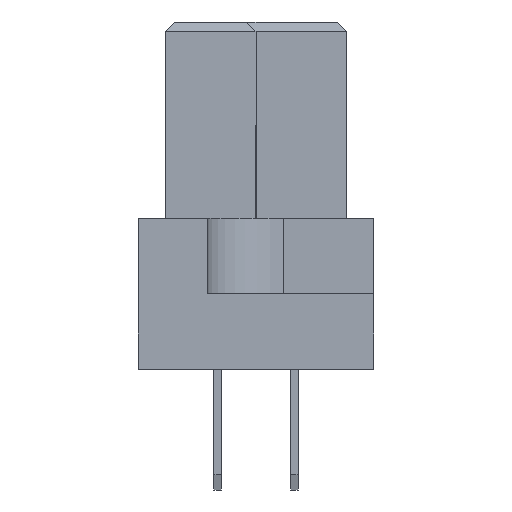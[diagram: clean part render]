
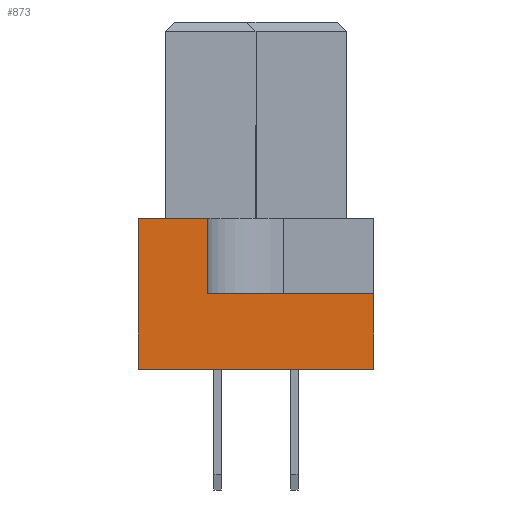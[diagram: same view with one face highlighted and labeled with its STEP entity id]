
A CAD part, left-side view. The second image highlights one B-rep face of the part: STEP entity #873.
In plain terms, the highlighted planar face has unit normal (-1, 0, 0).
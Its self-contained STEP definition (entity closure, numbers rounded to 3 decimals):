
#873=ADVANCED_FACE('',(#2517),#2518,.T.);
#2517=FACE_OUTER_BOUND('',#5006,.T.);
#2518=PLANE('',#5007);
#5006=EDGE_LOOP('',(#7631,#7632,#7633,#7634,#7635,#7636));
#5007=AXIS2_PLACEMENT_3D('',#7637,#7638,#7639);
#7631=ORIENTED_EDGE('',*,*,#14772,.F.);
#7632=ORIENTED_EDGE('',*,*,#14773,.F.);
#7633=ORIENTED_EDGE('',*,*,#14731,.F.);
#7634=ORIENTED_EDGE('',*,*,#14770,.T.);
#7635=ORIENTED_EDGE('',*,*,#14748,.T.);
#7636=ORIENTED_EDGE('',*,*,#14774,.T.);
#7637=CARTESIAN_POINT('',(-27.1,3.9,0.0));
#7638=DIRECTION('',(-1.0,0.0,0.0));
#7639=DIRECTION('',(0.0,-1.0,0.0));
#14731=EDGE_CURVE('',#17588,#17590,#17591,.T.);
#14748=EDGE_CURVE('',#17619,#17617,#17620,.T.);
#14770=EDGE_CURVE('',#17588,#17619,#17652,.T.);
#14772=EDGE_CURVE('',#17654,#17655,#17656,.T.);
#14773=EDGE_CURVE('',#17590,#17654,#17657,.T.);
#14774=EDGE_CURVE('',#17617,#17655,#17658,.T.);
#17588=VERTEX_POINT('',#21747);
#17590=VERTEX_POINT('',#21750);
#17591=LINE('',#21751,#21752);
#17617=VERTEX_POINT('',#21791);
#17619=VERTEX_POINT('',#21794);
#17620=LINE('',#21795,#21796);
#17652=LINE('',#21842,#21843);
#17654=VERTEX_POINT('',#21845);
#17655=VERTEX_POINT('',#21846);
#17656=LINE('',#21847,#21848);
#17657=LINE('',#21849,#21850);
#17658=LINE('',#21851,#21852);
#21747=CARTESIAN_POINT('',(-27.1,3.9,0.0));
#21750=CARTESIAN_POINT('',(-27.1,3.9,5.0));
#21751=CARTESIAN_POINT('',(-27.1,3.9,0.0));
#21752=VECTOR('',#27825,1.0);
#21791=CARTESIAN_POINT('',(-27.1,-3.9,2.5));
#21794=CARTESIAN_POINT('',(-27.1,-3.9,0.0));
#21795=CARTESIAN_POINT('',(-27.1,-3.9,0.0));
#21796=VECTOR('',#27840,1.0);
#21842=CARTESIAN_POINT('',(-27.1,3.9,0.0));
#21843=VECTOR('',#27864,1.0);
#21845=CARTESIAN_POINT('',(-27.1,1.6,5.0));
#21846=CARTESIAN_POINT('',(-27.1,1.6,2.5));
#21847=CARTESIAN_POINT('',(-27.1,1.6,5.0));
#21848=VECTOR('',#27865,1.0);
#21849=CARTESIAN_POINT('',(-27.1,3.9,5.0));
#21850=VECTOR('',#27866,1.0);
#21851=CARTESIAN_POINT('',(-27.1,-3.9,2.5));
#21852=VECTOR('',#27867,1.0);
#27825=DIRECTION('',(0.0,0.0,1.0));
#27840=DIRECTION('',(0.0,0.0,1.0));
#27864=DIRECTION('',(0.0,-1.0,0.0));
#27865=DIRECTION('',(0.0,0.0,-1.0));
#27866=DIRECTION('',(0.0,-1.0,0.0));
#27867=DIRECTION('',(0.0,1.0,0.0));
